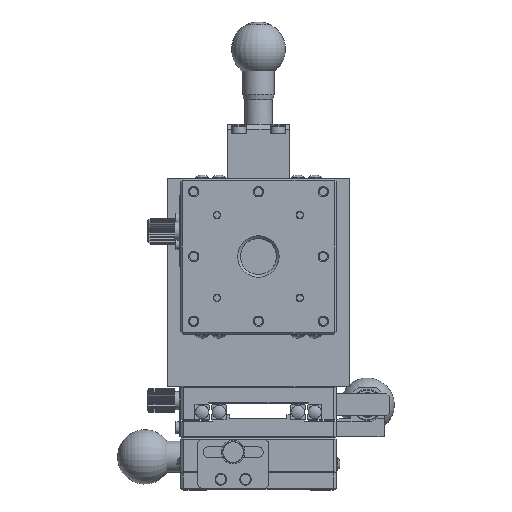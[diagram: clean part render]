
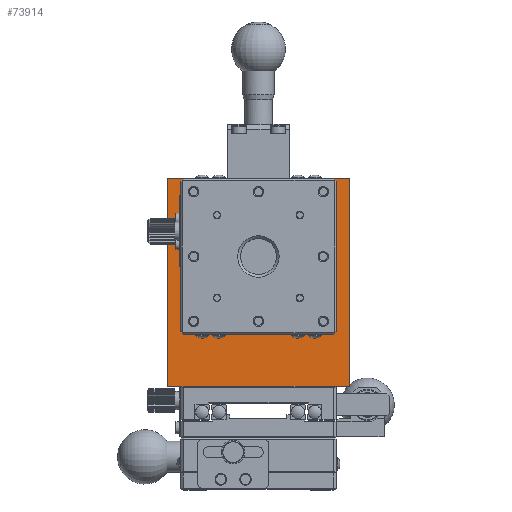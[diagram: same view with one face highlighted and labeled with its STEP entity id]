
A CAD part, top view. The second image highlights one B-rep face of the part: STEP entity #73914.
In plain terms, the highlighted planar face has unit normal (0, 0, 1).
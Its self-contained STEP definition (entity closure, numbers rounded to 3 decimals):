
#504 = CARTESIAN_POINT ( 'NONE',  ( -166.735, 99.418, 15. ) ) ;
#1081 = EDGE_CURVE ( 'NONE', #203085, #203085, #191247, .T. ) ;
#1761 = EDGE_LOOP ( 'NONE', ( #149425 ) ) ;
#4439 = EDGE_LOOP ( 'NONE', ( #103987 ) ) ;
#14278 = DIRECTION ( 'NONE',  ( -1., 0., 0. ) ) ;
#15947 = EDGE_LOOP ( 'NONE', ( #148803 ) ) ;
#17027 = VECTOR ( 'NONE', #19270, 1000. ) ;
#17357 = CARTESIAN_POINT ( 'NONE',  ( -106.735, 94.418, 15. ) ) ;
#19270 = DIRECTION ( 'NONE',  ( 1., 0., 0. ) ) ;
#30518 = EDGE_CURVE ( 'NONE', #185887, #200149, #125362, .T. ) ;
#32589 = DIRECTION ( 'NONE',  ( -1., 0., 0. ) ) ;
#37322 = CARTESIAN_POINT ( 'NONE',  ( -96.735, 99.418, 15. ) ) ;
#43864 = AXIS2_PLACEMENT_3D ( 'NONE', #50218, #145032, #32589 ) ;
#46570 = EDGE_CURVE ( 'NONE', #221345, #290638, #237250, .T. ) ;
#46720 = VECTOR ( 'NONE', #164460, 1000. ) ;
#47362 = ORIENTED_EDGE ( 'NONE', *, *, #46570, .F. ) ;
#50218 = CARTESIAN_POINT ( 'NONE',  ( -156.735, 44.418, 15. ) ) ;
#53906 = CIRCLE ( 'NONE', #43864, 1.65 ) ;
#55825 = CARTESIAN_POINT ( 'NONE',  ( -166.735, 99.418, 15. ) ) ;
#57131 = AXIS2_PLACEMENT_3D ( 'NONE', #183559, #249169, #154026 ) ;
#60396 = FACE_OUTER_BOUND ( 'NONE', #158747, .T. ) ;
#61978 = EDGE_CURVE ( 'NONE', #247968, #247968, #95979, .T. ) ;
#66471 = DIRECTION ( 'NONE',  ( 0., 0., -1. ) ) ;
#73914 = ADVANCED_FACE ( 'NONE', ( #254925, #203575, #133354, #202041, #60396 ), #178644, .F. ) ;
#73933 = EDGE_CURVE ( 'NONE', #200149, #221345, #114607, .T. ) ;
#84726 = CARTESIAN_POINT ( 'NONE',  ( -158.385, 94.418, 15. ) ) ;
#92770 = LINE ( 'NONE', #142515, #195984 ) ;
#95979 = CIRCLE ( 'NONE', #270130, 1.65 ) ;
#98198 = ORIENTED_EDGE ( 'NONE', *, *, #202345, .F. ) ;
#98939 = DIRECTION ( 'NONE',  ( 0., 0., 1. ) ) ;
#103591 = VERTEX_POINT ( 'NONE', #278057 ) ;
#103987 = ORIENTED_EDGE ( 'NONE', *, *, #1081, .F. ) ;
#114607 = LINE ( 'NONE', #117677, #46720 ) ;
#117430 = VECTOR ( 'NONE', #220531, 1000. ) ;
#117677 = CARTESIAN_POINT ( 'NONE',  ( -166.735, 19.418, 15. ) ) ;
#122242 = DIRECTION ( 'NONE',  ( -1., 0., 0. ) ) ;
#123516 = CARTESIAN_POINT ( 'NONE',  ( -158.385, 44.418, 15. ) ) ;
#125362 = LINE ( 'NONE', #173740, #117430 ) ;
#133354 = FACE_BOUND ( 'NONE', #4439, .T. ) ;
#139449 = DIRECTION ( 'NONE',  ( 0., -1., 0. ) ) ;
#142515 = CARTESIAN_POINT ( 'NONE',  ( -96.735, 19.418, 15. ) ) ;
#145032 = DIRECTION ( 'NONE',  ( 0., 0., 1. ) ) ;
#148803 = ORIENTED_EDGE ( 'NONE', *, *, #227534, .F. ) ;
#149425 = ORIENTED_EDGE ( 'NONE', *, *, #61978, .F. ) ;
#154026 = DIRECTION ( 'NONE',  ( -1., 0., 0. ) ) ;
#158747 = EDGE_LOOP ( 'NONE', ( #257004, #283832, #189111, #47362 ) ) ;
#164460 = DIRECTION ( 'NONE',  ( 0., 1., 0. ) ) ;
#173740 = CARTESIAN_POINT ( 'NONE',  ( -166.735, 19.418, 15. ) ) ;
#178644 = PLANE ( 'NONE',  #235650 ) ;
#181548 = CARTESIAN_POINT ( 'NONE',  ( -166.735, 19.418, 15. ) ) ;
#183559 = CARTESIAN_POINT ( 'NONE',  ( -156.735, 94.418, 15. ) ) ;
#185887 = VERTEX_POINT ( 'NONE', #307033 ) ;
#189111 = ORIENTED_EDGE ( 'NONE', *, *, #223339, .F. ) ;
#191247 = CIRCLE ( 'NONE', #57131, 1.65 ) ;
#195984 = VECTOR ( 'NONE', #139449, 1000. ) ;
#199098 = EDGE_LOOP ( 'NONE', ( #98198 ) ) ;
#200149 = VERTEX_POINT ( 'NONE', #181548 ) ;
#202041 = FACE_BOUND ( 'NONE', #1761, .T. ) ;
#202345 = EDGE_CURVE ( 'NONE', #103591, #103591, #286844, .T. ) ;
#203085 = VERTEX_POINT ( 'NONE', #84726 ) ;
#203575 = FACE_BOUND ( 'NONE', #199098, .T. ) ;
#220531 = DIRECTION ( 'NONE',  ( -1., 0., 0. ) ) ;
#221345 = VERTEX_POINT ( 'NONE', #55825 ) ;
#223339 = EDGE_CURVE ( 'NONE', #290638, #185887, #92770, .T. ) ;
#226056 = CARTESIAN_POINT ( 'NONE',  ( -108.385, 44.418, 15. ) ) ;
#227534 = EDGE_CURVE ( 'NONE', #237445, #237445, #53906, .T. ) ;
#230725 = DIRECTION ( 'NONE',  ( 0., 0., 1. ) ) ;
#235650 = AXIS2_PLACEMENT_3D ( 'NONE', #279906, #66471, #251847 ) ;
#237250 = LINE ( 'NONE', #504, #17027 ) ;
#237445 = VERTEX_POINT ( 'NONE', #123516 ) ;
#246998 = AXIS2_PLACEMENT_3D ( 'NONE', #17357, #230725, #14278 ) ;
#247968 = VERTEX_POINT ( 'NONE', #226056 ) ;
#249169 = DIRECTION ( 'NONE',  ( 0., 0., 1. ) ) ;
#251847 = DIRECTION ( 'NONE',  ( -1., 0., 0. ) ) ;
#254925 = FACE_BOUND ( 'NONE', #15947, .T. ) ;
#257004 = ORIENTED_EDGE ( 'NONE', *, *, #73933, .F. ) ;
#270130 = AXIS2_PLACEMENT_3D ( 'NONE', #270311, #98939, #122242 ) ;
#270311 = CARTESIAN_POINT ( 'NONE',  ( -106.735, 44.418, 15. ) ) ;
#278057 = CARTESIAN_POINT ( 'NONE',  ( -108.385, 94.418, 15. ) ) ;
#279906 = CARTESIAN_POINT ( 'NONE',  ( -166.735, 19.418, 15. ) ) ;
#283832 = ORIENTED_EDGE ( 'NONE', *, *, #30518, .F. ) ;
#286844 = CIRCLE ( 'NONE', #246998, 1.65 ) ;
#290638 = VERTEX_POINT ( 'NONE', #37322 ) ;
#307033 = CARTESIAN_POINT ( 'NONE',  ( -96.735, 19.418, 15. ) ) ;
